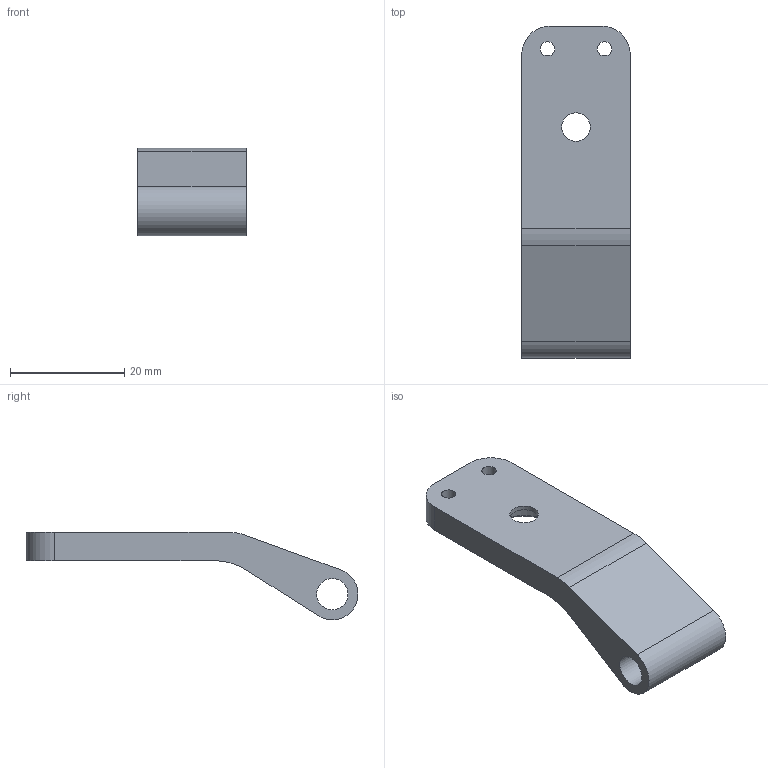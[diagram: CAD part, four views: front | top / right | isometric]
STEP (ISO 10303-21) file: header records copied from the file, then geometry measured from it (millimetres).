
FILE_DESCRIPTION(/* description */ ('STEP AP214'),/* implementation_level */ '2;1');
FILE_NAME(/* name */ '60793143af1e2015b7be8f60',/* time_stamp */ '2021-04-16T06:40:04+00:00',/* author */ (''),/* organization */ (''),/* preprocessor_version */ 'ST-DEVELOPER v18.1',/* originating_system */ ' ',/* authorisation */ ' ');
FILE_SCHEMA (('AUTOMOTIVE_DESIGN {1 0 10303 214 3 1 1}'));
Length unit declared in the file: metre
Products named in the file (1): MS01 Shifter Lever
Bounding box: 19 x 58.15 x 15.35 mm (x, y, z)
Volume: 5565.7 mm3; surface area: 3590.3 mm2
Topology: 1 solids, 1 shells, 19 faces, 50 edges, 34 vertices
Faces by surface type: cylinder 10, plane 8, cone 1
Full cylindrical faces by diameter (mm): 2.5 x2, 5 x1, 5.5 x1, 12 x1
Entity records: 590 total; most frequent: DIRECTION 102, CARTESIAN_POINT 92, ORIENTED_EDGE 82, EDGE_CURVE 41, AXIS2_PLACEMENT_3D 41, EDGE_LOOP 34, FACE_BOUND 34, VERTEX_POINT 31
